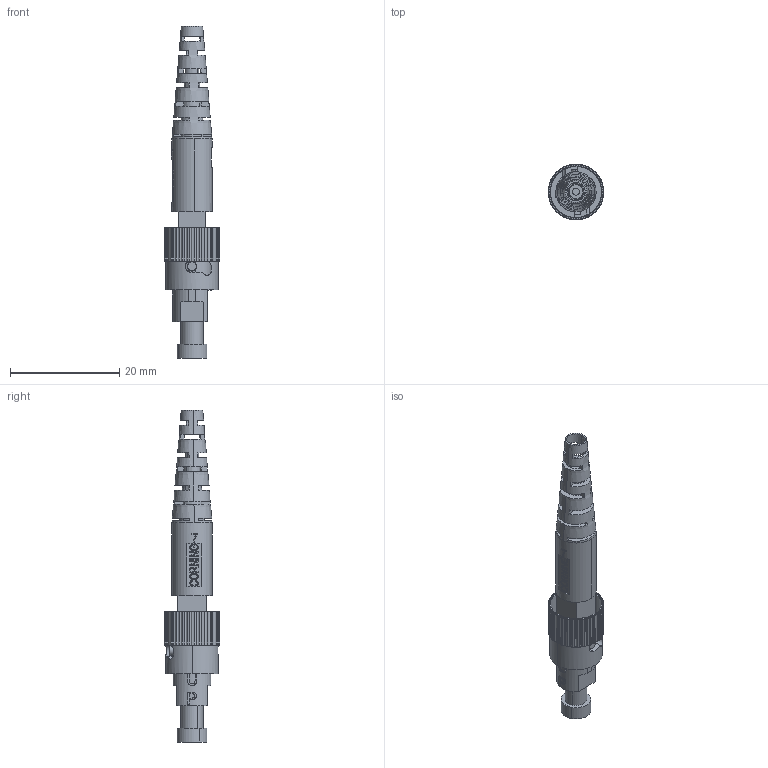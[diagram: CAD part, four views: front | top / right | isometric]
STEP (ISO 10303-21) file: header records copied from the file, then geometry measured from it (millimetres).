
FILE_DESCRIPTION (( 'STEP AP214' ), '1' );
FILE_NAME ('FOC-9500050.STEP', '2008-02-07T18:52:23', ( ' ' ), ( ' ' ), 'SwSTEP 2.0', 'SolidWorks 2007', '' );
FILE_SCHEMA (( 'AUTOMOTIVE_DESIGN' ));
Length unit declared in the file: inch
Products named in the file (7): FOC-9500050-MA5; FOC-9500050-MA6; FOC-9500050-MA4; FOC-9500050-MA2; FOC-9500050; FOC-9500050-MA3; FOC-9500050-MA1
Assembly tree (6 placements, depth 2):
  FOC-9500050
    FOC-9500050-MA2
    FOC-9500050-MA3
    FOC-9500050-MA4
    FOC-9500050-MA6
    FOC-9500050-MA5
    FOC-9500050-MA1
Bounding box: 10.21 x 10.21 x 60.88 mm (x, y, z)
Volume: 2094.9 mm3; surface area: 4356.2 mm2
Topology: 6 solids, 6 shells, 918 faces, 2629 edges, 1746 vertices
Faces by surface type: plane 556, cylinder 225, bspline 112, cone 23, torus 2
Entity records: 40586 total; most frequent: CARTESIAN_POINT 13737, ORIENTED_EDGE 5258, DIRECTION 4708, EDGE_CURVE 2629, VERTEX_POINT 1746, AXIS2_PLACEMENT_3D 1576, LINE 1556, VECTOR 1556
